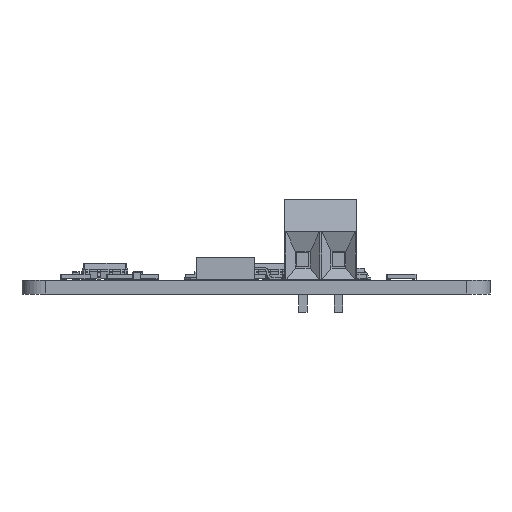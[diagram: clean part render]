
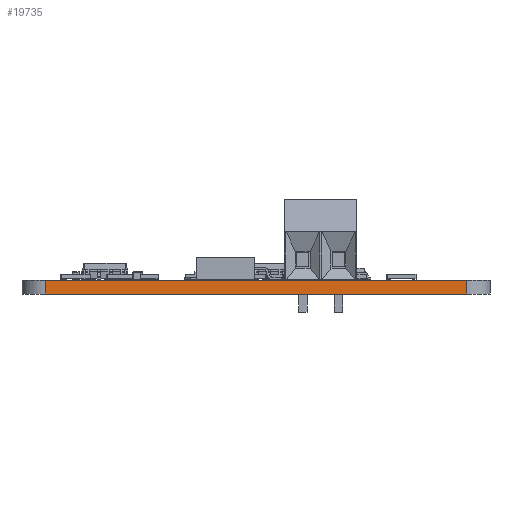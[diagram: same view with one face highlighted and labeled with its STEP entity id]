
A CAD part, left-side view. The second image highlights one B-rep face of the part: STEP entity #19735.
In plain terms, the highlighted planar face has unit normal (-1, 0, 0).
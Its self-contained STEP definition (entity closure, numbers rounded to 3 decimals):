
#18908 = VERTEX_POINT('',#18909);
#18909 = CARTESIAN_POINT('',(0.,47.5,0.));
#18916 = EDGE_CURVE('',#18917,#18908,#18919,.T.);
#18917 = VERTEX_POINT('',#18918);
#18918 = CARTESIAN_POINT('',(0.,2.5,0.));
#18919 = LINE('',#18920,#18921);
#18920 = CARTESIAN_POINT('',(0.,2.5,0.));
#18921 = VECTOR('',#18922,1.);
#18922 = DIRECTION('',(0.,1.,0.));
#19308 = VERTEX_POINT('',#19309);
#19309 = CARTESIAN_POINT('',(0.,47.5,1.48));
#19316 = EDGE_CURVE('',#19317,#19308,#19319,.T.);
#19317 = VERTEX_POINT('',#19318);
#19318 = CARTESIAN_POINT('',(0.,2.5,1.48));
#19319 = LINE('',#19320,#19321);
#19320 = CARTESIAN_POINT('',(0.,2.5,1.48));
#19321 = VECTOR('',#19322,1.);
#19322 = DIRECTION('',(0.,1.,0.));
#19705 = EDGE_CURVE('',#18908,#19308,#19706,.T.);
#19706 = LINE('',#19707,#19708);
#19707 = CARTESIAN_POINT('',(0.,47.5,0.));
#19708 = VECTOR('',#19709,1.);
#19709 = DIRECTION('',(0.,0.,1.));
#19735 = ADVANCED_FACE('',(#19736),#19747,.T.);
#19736 = FACE_BOUND('',#19737,.T.);
#19737 = EDGE_LOOP('',(#19738,#19744,#19745,#19746));
#19738 = ORIENTED_EDGE('',*,*,#19739,.T.);
#19739 = EDGE_CURVE('',#18917,#19317,#19740,.T.);
#19740 = LINE('',#19741,#19742);
#19741 = CARTESIAN_POINT('',(0.,2.5,0.));
#19742 = VECTOR('',#19743,1.);
#19743 = DIRECTION('',(0.,0.,1.));
#19744 = ORIENTED_EDGE('',*,*,#19316,.T.);
#19745 = ORIENTED_EDGE('',*,*,#19705,.F.);
#19746 = ORIENTED_EDGE('',*,*,#18916,.F.);
#19747 = PLANE('',#19748);
#19748 = AXIS2_PLACEMENT_3D('',#19749,#19750,#19751);
#19749 = CARTESIAN_POINT('',(0.,2.5,0.));
#19750 = DIRECTION('',(-1.,0.,0.));
#19751 = DIRECTION('',(0.,1.,0.));
